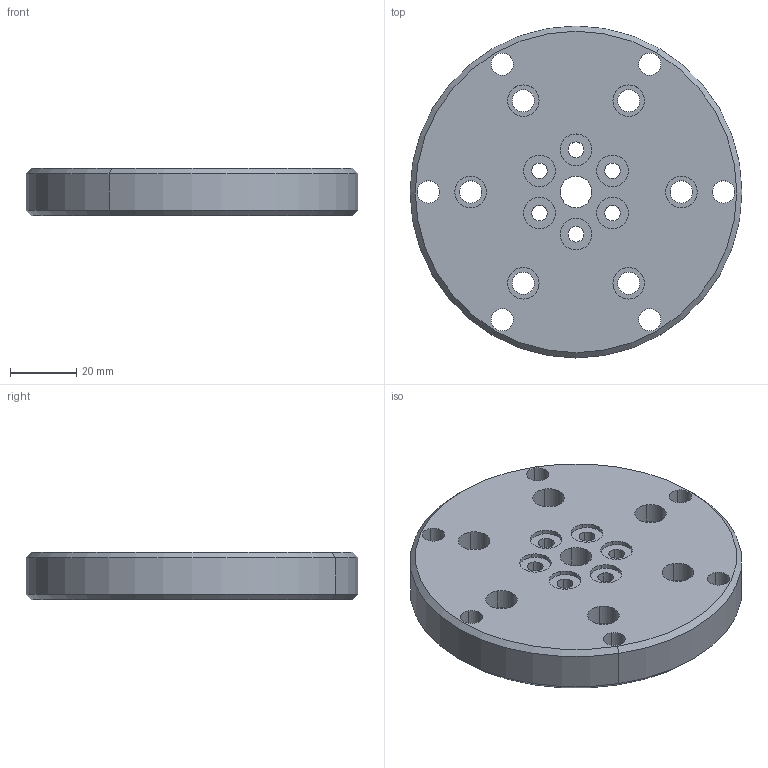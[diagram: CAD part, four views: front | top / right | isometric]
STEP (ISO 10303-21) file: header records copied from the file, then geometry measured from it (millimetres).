
FILE_DESCRIPTION((''),'2;1');
FILE_NAME('ILC93262000','2005-07-22T',('KR'),(''),'PRO/ENGINEER BY PARAMETRIC TECHNOLOGY CORPORATION, 2004290','PRO/ENGINEER BY PARAMETRIC TECHNOLOGY CORPORATION, 2004290','');
FILE_SCHEMA(('AUTOMOTIVE_DESIGN_CC2 { 1 2 10303 214 -1 1 5 2 }'));
Length unit declared in the file: inch
Products named in the file (1): ILC93262000
Bounding box: 100 x 100 x 14.27 mm (x, y, z)
Volume: 94664 mm3; surface area: 24155 mm2
Topology: 1 solids, 1 shells, 85 faces, 206 edges, 136 vertices
Faces by surface type: cylinder 66, plane 15, cone 4
Entity records: 2762 total; most frequent: DIRECTION 512, CARTESIAN_POINT 427, ORIENTED_EDGE 412, AXIS2_PLACEMENT_3D 221, EDGE_CURVE 206, VERTEX_POINT 136, EDGE_LOOP 136, CIRCLE 136
